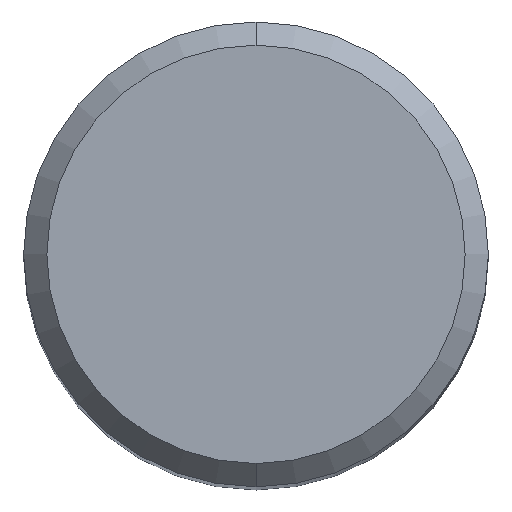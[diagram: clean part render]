
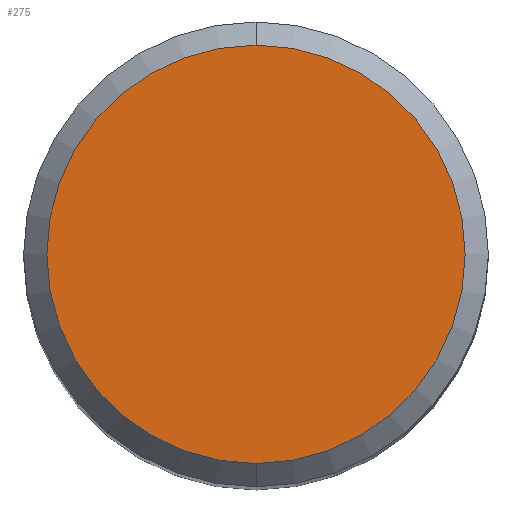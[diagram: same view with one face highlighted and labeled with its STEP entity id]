
A CAD part, top view. The second image highlights one B-rep face of the part: STEP entity #275.
In plain terms, the highlighted planar face has unit normal (0, 0, 1).
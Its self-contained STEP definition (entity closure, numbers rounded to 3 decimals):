
#185=VERTEX_POINT('',#477);
#231=EDGE_CURVE('',#185,#379,#528,.T.);
#241=EDGE_CURVE('',#379,#185,#540,.T.);
#275=ADVANCED_FACE('',(#577),#578,.T.);
#379=VERTEX_POINT('',#692);
#477=CARTESIAN_POINT('',(0.0,5.4,46.74));
#528=CIRCLE('',#937,5.4);
#540=CIRCLE('',#953,5.4);
#577=FACE_OUTER_BOUND('',#1049,.T.);
#578=PLANE('',#1050);
#692=CARTESIAN_POINT('',(0.,-5.4,46.74));
#937=AXIS2_PLACEMENT_3D('',#1490,#1491,#1492);
#953=AXIS2_PLACEMENT_3D('',#1512,#1513,#1514);
#1049=EDGE_LOOP('',(#1550,#1551));
#1050=AXIS2_PLACEMENT_3D('',#1552,#1553,#1554);
#1490=CARTESIAN_POINT('',(0.0,0.0,46.74));
#1491=DIRECTION('',(0.0,0.0,-1.0));
#1492=DIRECTION('',(0.0,1.0,0.0));
#1512=CARTESIAN_POINT('',(0.0,0.0,46.74));
#1513=DIRECTION('',(0.0,0.0,-1.0));
#1514=DIRECTION('',(0.0,1.0,0.0));
#1550=ORIENTED_EDGE('',*,*,#231,.F.);
#1551=ORIENTED_EDGE('',*,*,#241,.F.);
#1552=CARTESIAN_POINT('',(0.0,2.7,46.74));
#1553=DIRECTION('',(-0.0,0.0,1.0));
#1554=DIRECTION('',(0.0,-1.0,0.0));
